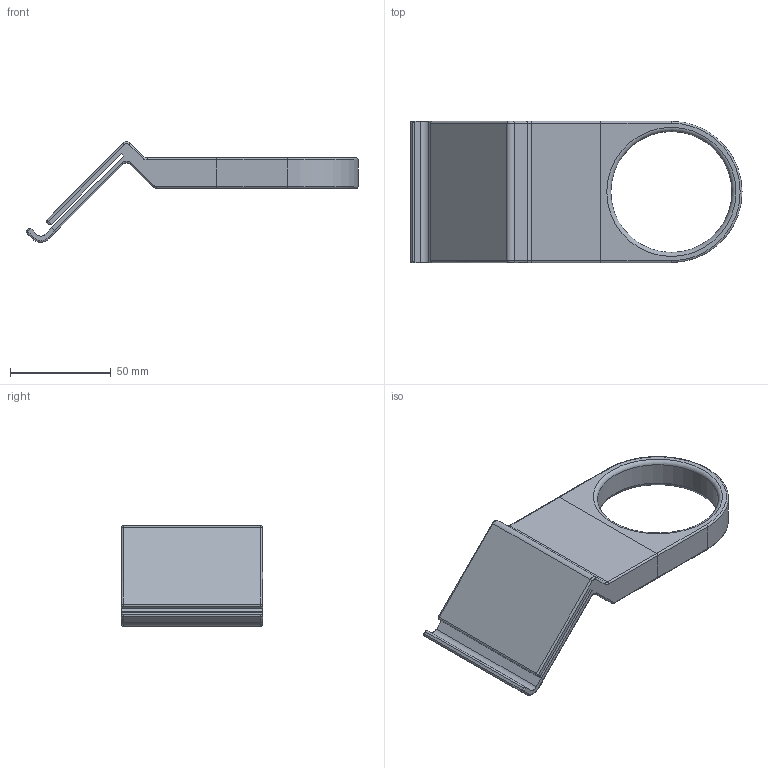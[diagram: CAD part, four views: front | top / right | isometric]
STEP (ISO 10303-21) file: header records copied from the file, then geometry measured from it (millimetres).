
FILE_DESCRIPTION(('FreeCAD Model'),'2;1');
FILE_NAME('Open CASCADE Shape Model','2024-01-28T18:17:13',(''),(''), 'Open CASCADE STEP processor 7.6','FreeCAD','Unknown');
FILE_SCHEMA(('AUTOMOTIVE_DESIGN { 1 0 10303 214 1 1 1 1 }'));
Length unit declared in the file: millimetre
Products named in the file (3): Stand Lip; Mount Point; Holder
Assembly tree (2 placements, depth 2):
  Stand Lip
    Mount Point
    Holder
Bounding box: 164.55 x 70 x 49.79 mm (x, y, z)
Volume: 91573.7 mm3; surface area: 36091.7 mm2
Topology: 2 solids, 2 shells, 81 faces, 187 edges, 106 vertices
Faces by surface type: cylinder 36, plane 25, torus 14, bspline 4, sphere 2
Full cylindrical faces by diameter (mm): 60 x1
Entity records: 4994 total; most frequent: CARTESIAN_POINT 1177, DIRECTION 741, LINE 415, VECTOR 415, ORIENTED_EDGE 366, PCURVE 366, DEFINITIONAL_REPRESENTATION 366, EDGE_CURVE 183
